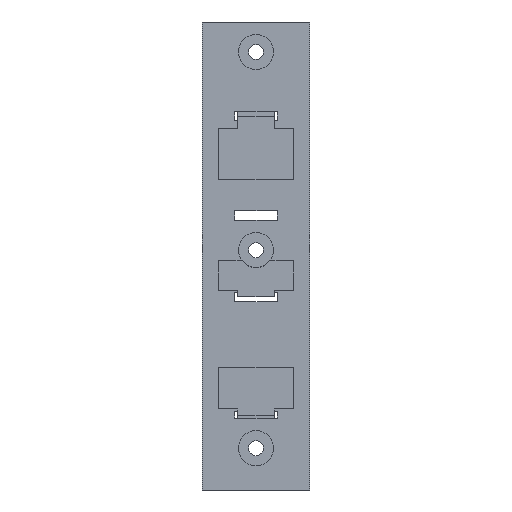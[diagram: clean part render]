
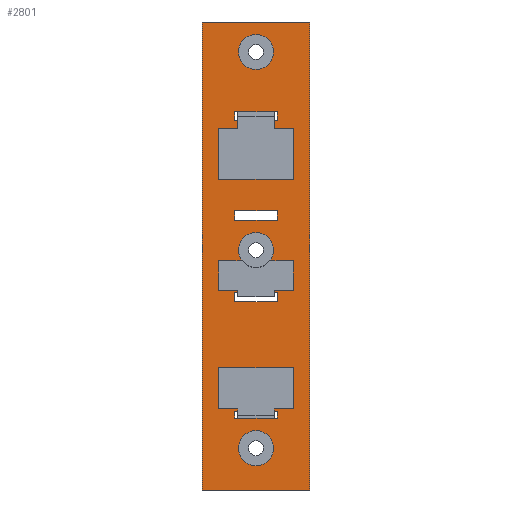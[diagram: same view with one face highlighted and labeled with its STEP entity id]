
A CAD part, front view. The second image highlights one B-rep face of the part: STEP entity #2801.
In plain terms, the highlighted planar face has unit normal (0, 1, 0).
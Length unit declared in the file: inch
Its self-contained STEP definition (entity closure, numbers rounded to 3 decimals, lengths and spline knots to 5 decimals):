
#2051=DIRECTION('',(-1.,0.,0.));
#2052=VECTOR('',#2051,1.5748);
#2053=CARTESIAN_POINT('',(0.7874,0.,-5.70669));
#2054=LINE('',#2053,#2052);
#2072=CARTESIAN_POINT('',(0.,0.,7.5));
#2073=DIRECTION('',(0.,1.,0.));
#2074=DIRECTION('',(0.,0.,1.));
#2075=AXIS2_PLACEMENT_3D('',#2072,#2073,#2074);
#2080=CARTESIAN_POINT('',(0.,0.,7.5));
#2081=DIRECTION('',(0.,1.,0.));
#2082=DIRECTION('',(0.,0.,-1.));
#2083=AXIS2_PLACEMENT_3D('',#2080,#2081,#2082);
#2150=DIRECTION('',(0.,0.,1.));
#2151=VECTOR('',#2150,17.20472);
#2152=CARTESIAN_POINT('',(-1.9685,0.,-8.60236));
#2153=LINE('',#2152,#2151);
#2171=DIRECTION('',(1.,0.,0.));
#2172=VECTOR('',#2171,3.93701);
#2173=CARTESIAN_POINT('',(-1.9685,0.,8.60236));
#2174=LINE('',#2173,#2172);
#2192=DIRECTION('',(0.,0.,-1.));
#2193=VECTOR('',#2192,17.20472);
#2194=CARTESIAN_POINT('',(1.9685,0.,8.60236));
#2195=LINE('',#2194,#2193);
#2213=DIRECTION('',(-1.,0.,0.));
#2214=VECTOR('',#2213,3.93701);
#2215=CARTESIAN_POINT('',(1.9685,0.,-8.60236));
#2216=LINE('',#2215,#2214);
#2234=CARTESIAN_POINT('',(0.,0.,0.21654));
#2235=DIRECTION('',(0.,1.,0.));
#2236=DIRECTION('',(0.,0.,1.));
#2237=AXIS2_PLACEMENT_3D('',#2234,#2235,#2236);
#2242=CARTESIAN_POINT('',(0.,0.,0.21654));
#2243=DIRECTION('',(0.,1.,0.));
#2244=DIRECTION('',(0.,0.,-1.));
#2245=AXIS2_PLACEMENT_3D('',#2242,#2243,#2244);
#2264=CARTESIAN_POINT('',(0.,0.,-7.06693));
#2265=DIRECTION('',(0.,1.,0.));
#2266=DIRECTION('',(0.,0.,1.));
#2267=AXIS2_PLACEMENT_3D('',#2264,#2265,#2266);
#2272=CARTESIAN_POINT('',(0.,0.,-7.06693));
#2273=DIRECTION('',(0.,1.,0.));
#2274=DIRECTION('',(0.,0.,-1.));
#2275=AXIS2_PLACEMENT_3D('',#2272,#2273,#2274);
#2294=DIRECTION('',(0.,0.,-1.));
#2295=VECTOR('',#2294,0.32761);
#2296=CARTESIAN_POINT('',(-0.7874,0.,5.30906));
#2297=LINE('',#2296,#2295);
#2315=DIRECTION('',(1.,0.,0.));
#2316=VECTOR('',#2315,1.5748);
#2317=CARTESIAN_POINT('',(-0.7874,0.,4.98144));
#2318=LINE('',#2317,#2316);
#2336=DIRECTION('',(0.,0.,1.));
#2337=VECTOR('',#2336,0.32761);
#2338=CARTESIAN_POINT('',(0.7874,0.,4.98144));
#2339=LINE('',#2338,#2337);
#2357=DIRECTION('',(-1.,0.,0.));
#2358=VECTOR('',#2357,1.5748);
#2359=CARTESIAN_POINT('',(0.7874,0.,5.30906));
#2360=LINE('',#2359,#2358);
#2378=DIRECTION('',(0.,0.,-1.));
#2379=VECTOR('',#2378,0.35433);
#2380=CARTESIAN_POINT('',(-0.7874,0.,1.66732));
#2381=LINE('',#2380,#2379);
#2399=DIRECTION('',(1.,0.,0.));
#2400=VECTOR('',#2399,1.5748);
#2401=CARTESIAN_POINT('',(-0.7874,0.,1.31299));
#2402=LINE('',#2401,#2400);
#2420=DIRECTION('',(0.,0.,1.));
#2421=VECTOR('',#2420,0.35433);
#2422=CARTESIAN_POINT('',(0.7874,0.,1.31299));
#2423=LINE('',#2422,#2421);
#2441=DIRECTION('',(-1.,0.,0.));
#2442=VECTOR('',#2441,1.5748);
#2443=CARTESIAN_POINT('',(0.7874,0.,1.66732));
#2444=LINE('',#2443,#2442);
#2462=DIRECTION('',(0.,0.,-1.));
#2463=VECTOR('',#2462,0.35433);
#2464=CARTESIAN_POINT('',(-0.7874,0.,-1.33661));
#2465=LINE('',#2464,#2463);
#2483=DIRECTION('',(1.,0.,0.));
#2484=VECTOR('',#2483,1.5748);
#2485=CARTESIAN_POINT('',(-0.7874,0.,-1.69094));
#2486=LINE('',#2485,#2484);
#2504=DIRECTION('',(0.,0.,1.));
#2505=VECTOR('',#2504,0.35433);
#2506=CARTESIAN_POINT('',(0.7874,0.,-1.69094));
#2507=LINE('',#2506,#2505);
#2525=DIRECTION('',(-1.,0.,0.));
#2526=VECTOR('',#2525,1.5748);
#2527=CARTESIAN_POINT('',(0.7874,0.,-1.33661));
#2528=LINE('',#2527,#2526);
#2546=DIRECTION('',(0.,0.,-1.));
#2547=VECTOR('',#2546,0.25591);
#2548=CARTESIAN_POINT('',(-0.7874,0.,-5.70669));
#2549=LINE('',#2548,#2547);
#2567=DIRECTION('',(1.,0.,0.));
#2568=VECTOR('',#2567,1.5748);
#2569=CARTESIAN_POINT('',(-0.7874,0.,-5.9626));
#2570=LINE('',#2569,#2568);
#2588=DIRECTION('',(0.,0.,1.));
#2589=VECTOR('',#2588,0.25591);
#2590=CARTESIAN_POINT('',(0.7874,0.,-5.9626));
#2591=LINE('',#2590,#2589);
#2629=CARTESIAN_POINT('',(0.,0.,8.1437));
#2630=CARTESIAN_POINT('',(0.,0.,6.8563));
#2631=VERTEX_POINT('',#2629);
#2632=VERTEX_POINT('',#2630);
#2633=CARTESIAN_POINT('',(0.,0.,0.86024));
#2634=CARTESIAN_POINT('',(0.,0.,-0.42717));
#2635=VERTEX_POINT('',#2633);
#2636=VERTEX_POINT('',#2634);
#2637=CARTESIAN_POINT('',(0.,0.,-6.42323));
#2638=CARTESIAN_POINT('',(0.,0.,-7.71063));
#2639=VERTEX_POINT('',#2637);
#2640=VERTEX_POINT('',#2638);
#2641=CARTESIAN_POINT('',(-1.9685,0.,-8.60236));
#2642=CARTESIAN_POINT('',(-1.9685,0.,8.60236));
#2643=VERTEX_POINT('',#2641);
#2644=VERTEX_POINT('',#2642);
#2645=CARTESIAN_POINT('',(1.9685,0.,8.60236));
#2646=VERTEX_POINT('',#2645);
#2647=CARTESIAN_POINT('',(1.9685,0.,-8.60236));
#2648=VERTEX_POINT('',#2647);
#2649=CARTESIAN_POINT('',(-0.7874,0.,5.30906));
#2650=CARTESIAN_POINT('',(-0.7874,0.,4.98144));
#2651=VERTEX_POINT('',#2649);
#2652=VERTEX_POINT('',#2650);
#2657=CARTESIAN_POINT('',(0.7874,0.,4.98144));
#2658=VERTEX_POINT('',#2657);
#2661=CARTESIAN_POINT('',(0.7874,0.,5.30906));
#2662=VERTEX_POINT('',#2661);
#2665=CARTESIAN_POINT('',(-0.7874,0.,1.66732));
#2666=CARTESIAN_POINT('',(-0.7874,0.,1.31299));
#2667=VERTEX_POINT('',#2665);
#2668=VERTEX_POINT('',#2666);
#2673=CARTESIAN_POINT('',(0.7874,0.,1.31299));
#2674=VERTEX_POINT('',#2673);
#2677=CARTESIAN_POINT('',(0.7874,0.,1.66732));
#2678=VERTEX_POINT('',#2677);
#2681=CARTESIAN_POINT('',(-0.7874,0.,-1.33661));
#2682=CARTESIAN_POINT('',(-0.7874,0.,-1.69094));
#2683=VERTEX_POINT('',#2681);
#2684=VERTEX_POINT('',#2682);
#2689=CARTESIAN_POINT('',(0.7874,0.,-1.69094));
#2690=VERTEX_POINT('',#2689);
#2693=CARTESIAN_POINT('',(0.7874,0.,-1.33661));
#2694=VERTEX_POINT('',#2693);
#2697=CARTESIAN_POINT('',(-0.7874,0.,-5.70669));
#2698=CARTESIAN_POINT('',(-0.7874,0.,-5.9626));
#2699=VERTEX_POINT('',#2697);
#2700=VERTEX_POINT('',#2698);
#2705=CARTESIAN_POINT('',(0.7874,0.,-5.9626));
#2706=VERTEX_POINT('',#2705);
#2709=CARTESIAN_POINT('',(0.7874,0.,-5.70669));
#2710=VERTEX_POINT('',#2709);
#2729=CARTESIAN_POINT('',(0.,0.,0.));
#2730=DIRECTION('',(0.,-1.,0.));
#2731=DIRECTION('',(1.,0.,0.));
#2732=AXIS2_PLACEMENT_3D('',#2729,#2730,#2731);
#2733=PLANE('',#2732);
#2735=ORIENTED_EDGE('',*,*,#2734,.F.);
#2737=ORIENTED_EDGE('',*,*,#2736,.F.);
#2739=ORIENTED_EDGE('',*,*,#2738,.F.);
#2741=ORIENTED_EDGE('',*,*,#2740,.F.);
#2742=EDGE_LOOP('',(#2735,#2737,#2739,#2741));
#2743=FACE_OUTER_BOUND('',#2742,.F.);
#2745=ORIENTED_EDGE('',*,*,#2744,.T.);
#2747=ORIENTED_EDGE('',*,*,#2746,.T.);
#2748=EDGE_LOOP('',(#2745,#2747));
#2749=FACE_BOUND('',#2748,.F.);
#2751=ORIENTED_EDGE('',*,*,#2750,.T.);
#2753=ORIENTED_EDGE('',*,*,#2752,.T.);
#2754=EDGE_LOOP('',(#2751,#2753));
#2755=FACE_BOUND('',#2754,.F.);
#2757=ORIENTED_EDGE('',*,*,#2756,.T.);
#2759=ORIENTED_EDGE('',*,*,#2758,.T.);
#2760=EDGE_LOOP('',(#2757,#2759));
#2761=FACE_BOUND('',#2760,.F.);
#2763=ORIENTED_EDGE('',*,*,#2762,.F.);
#2765=ORIENTED_EDGE('',*,*,#2764,.F.);
#2767=ORIENTED_EDGE('',*,*,#2766,.F.);
#2769=ORIENTED_EDGE('',*,*,#2768,.F.);
#2770=EDGE_LOOP('',(#2763,#2765,#2767,#2769));
#2771=FACE_BOUND('',#2770,.F.);
#2773=ORIENTED_EDGE('',*,*,#2772,.F.);
#2775=ORIENTED_EDGE('',*,*,#2774,.F.);
#2777=ORIENTED_EDGE('',*,*,#2776,.F.);
#2779=ORIENTED_EDGE('',*,*,#2778,.F.);
#2780=EDGE_LOOP('',(#2773,#2775,#2777,#2779));
#2781=FACE_BOUND('',#2780,.F.);
#2783=ORIENTED_EDGE('',*,*,#2782,.F.);
#2785=ORIENTED_EDGE('',*,*,#2784,.F.);
#2787=ORIENTED_EDGE('',*,*,#2786,.F.);
#2789=ORIENTED_EDGE('',*,*,#2788,.F.);
#2790=EDGE_LOOP('',(#2783,#2785,#2787,#2789));
#2791=FACE_BOUND('',#2790,.F.);
#2793=ORIENTED_EDGE('',*,*,#2792,.F.);
#2794=ORIENTED_EDGE('',*,*,#2718,.F.);
#2796=ORIENTED_EDGE('',*,*,#2795,.F.);
#2798=ORIENTED_EDGE('',*,*,#2797,.F.);
#2799=EDGE_LOOP('',(#2793,#2794,#2796,#2798));
#2800=FACE_BOUND('',#2799,.F.);
#2076=CIRCLE('',#2075,0.6437);
#2084=CIRCLE('',#2083,0.6437);
#2238=CIRCLE('',#2237,0.6437);
#2246=CIRCLE('',#2245,0.6437);
#2268=CIRCLE('',#2267,0.6437);
#2276=CIRCLE('',#2275,0.6437);
#2718=EDGE_CURVE('',#2710,#2699,#2054,.T.);
#2734=EDGE_CURVE('',#2643,#2644,#2153,.T.);
#2736=EDGE_CURVE('',#2648,#2643,#2216,.T.);
#2738=EDGE_CURVE('',#2646,#2648,#2195,.T.);
#2740=EDGE_CURVE('',#2644,#2646,#2174,.T.);
#2744=EDGE_CURVE('',#2635,#2636,#2238,.T.);
#2746=EDGE_CURVE('',#2636,#2635,#2246,.T.);
#2750=EDGE_CURVE('',#2639,#2640,#2268,.T.);
#2752=EDGE_CURVE('',#2640,#2639,#2276,.T.);
#2756=EDGE_CURVE('',#2631,#2632,#2076,.T.);
#2758=EDGE_CURVE('',#2632,#2631,#2084,.T.);
#2762=EDGE_CURVE('',#2651,#2652,#2297,.T.);
#2764=EDGE_CURVE('',#2662,#2651,#2360,.T.);
#2766=EDGE_CURVE('',#2658,#2662,#2339,.T.);
#2768=EDGE_CURVE('',#2652,#2658,#2318,.T.);
#2772=EDGE_CURVE('',#2667,#2668,#2381,.T.);
#2774=EDGE_CURVE('',#2678,#2667,#2444,.T.);
#2776=EDGE_CURVE('',#2674,#2678,#2423,.T.);
#2778=EDGE_CURVE('',#2668,#2674,#2402,.T.);
#2782=EDGE_CURVE('',#2683,#2684,#2465,.T.);
#2784=EDGE_CURVE('',#2694,#2683,#2528,.T.);
#2786=EDGE_CURVE('',#2690,#2694,#2507,.T.);
#2788=EDGE_CURVE('',#2684,#2690,#2486,.T.);
#2792=EDGE_CURVE('',#2699,#2700,#2549,.T.);
#2795=EDGE_CURVE('',#2706,#2710,#2591,.T.);
#2797=EDGE_CURVE('',#2700,#2706,#2570,.T.);
#2801=ADVANCED_FACE('',(#2743,#2749,#2755,#2761,#2771,#2781,#2791,#2800),#2733,
.F.);
